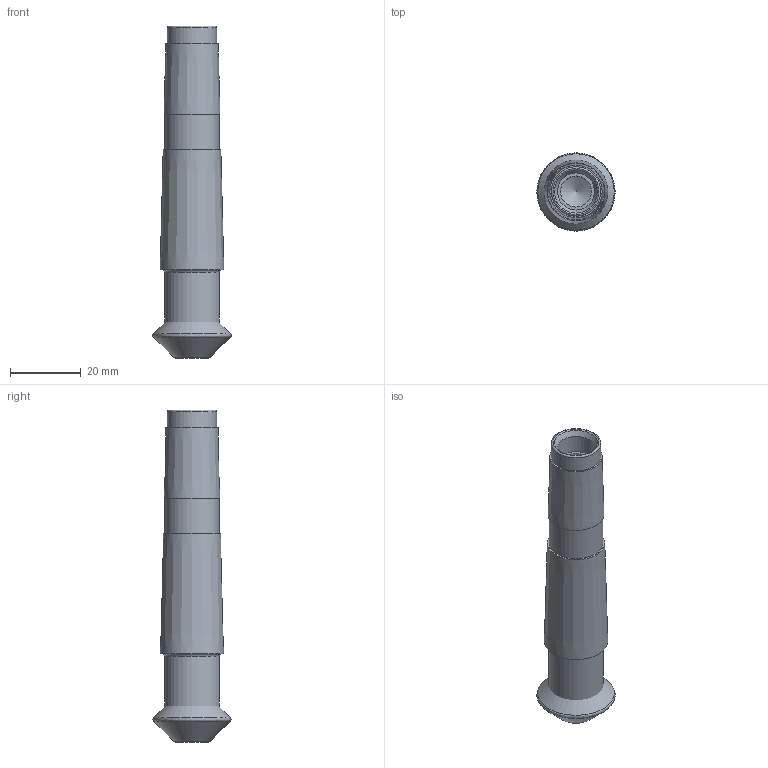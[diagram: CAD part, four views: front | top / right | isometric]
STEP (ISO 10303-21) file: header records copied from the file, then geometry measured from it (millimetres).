
FILE_DESCRIPTION(/* description */ (''),/* implementation_level */ '2;1');
FILE_NAME(/* name */ '10N1R030E02_SSD09_A_SIM.stp',/* time_stamp */ '2019-12-13T08:06:38+01:00',/* author */ (''),/* organization */ (''),/* preprocessor_version */ 'ST-DEVELOPER v16.7',/* originating_system */ 'SIEMENS PLM Software NX 12.0',/* authorisation */ '');
FILE_SCHEMA (('AUTOMOTIVE_DESIGN { 1 0 10303 214 3 1 1 1 }'));
Length unit declared in the file: millimetre
Products named in the file (1): pp0722D02805fr0s
Bounding box: 22.14 x 22.14 x 94 mm (x, y, z)
Volume: 19029.4 mm3; surface area: 7445.8 mm2
Topology: 2 solids, 2 shells, 30 faces, 63 edges, 38 vertices
Faces by surface type: revolution 10, cone 7, cylinder 6, plane 5, torus 2
Full cylindrical faces by diameter (mm): 8.782 x1, 10.5 x1, 14 x1, 15.3 x1, 15.5 x1, 20.554 x1
Entity records: 790 total; most frequent: CARTESIAN_POINT 232, DIRECTION 112, FACE_BOUND 60, EDGE_LOOP 58, ORIENTED_EDGE 58, AXIS2_PLACEMENT_3D 50, VERTEX_POINT 31, ADVANCED_FACE 30
